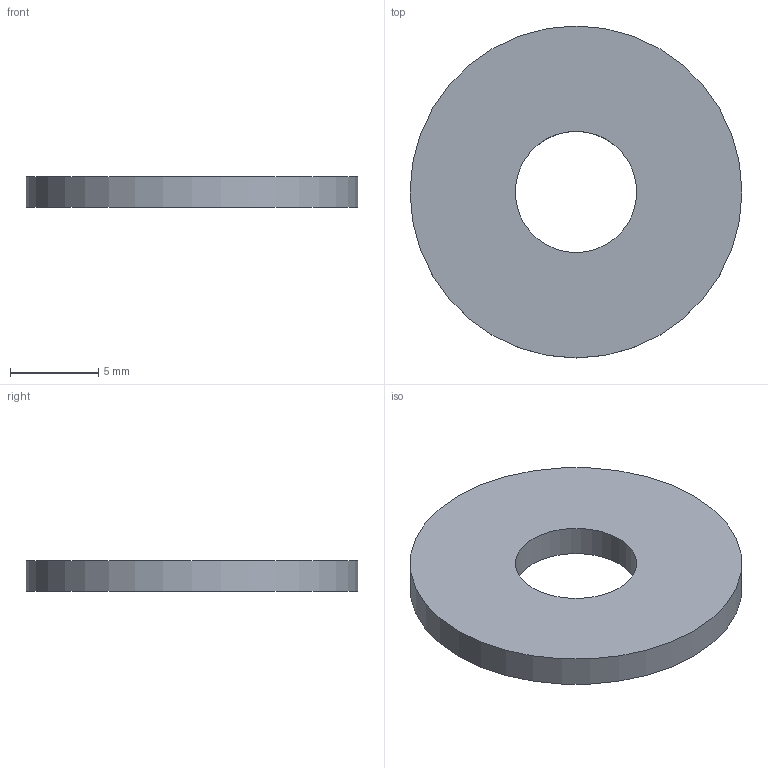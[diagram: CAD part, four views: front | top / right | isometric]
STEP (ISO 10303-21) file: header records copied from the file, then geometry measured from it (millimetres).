
FILE_DESCRIPTION((''),'2;1');
FILE_NAME('WHR FLAT M6 REG.stp','2012-07-02T11:43:42',('stlaus'),(''),'Autodesk Inventor 2011','Autodesk Inventor 2011','');
FILE_SCHEMA(('AUTOMOTIVE_DESIGN { 1 0 10303 214 1 1 1 1 }'));
Products named in the file (2): Assembly1; Washer_M6Regular - 28054
Assembly tree (1 placements, depth 2):
  Assembly1
    Washer_M6Regular - 28054
Bounding box: 18.8 x 18.8 x 1.75 mm (x, y, z)
Volume: 420.9 mm3; surface area: 622.2 mm2
Topology: 1 solids, 1 shells, 4 faces, 6 edges, 4 vertices
Faces by surface type: cylinder 2, plane 2
Full cylindrical faces by diameter (mm): 6.87 x1, 18.8 x1
Entity records: 142 total; most frequent: DIRECTION 22, CARTESIAN_POINT 15, AXIS2_PLACEMENT_3D 11, ORIENTED_EDGE 8, EDGE_LOOP 8, DIMENSIONAL_EXPONENTS 4, VERTEX_POINT 4, CIRCLE 4
